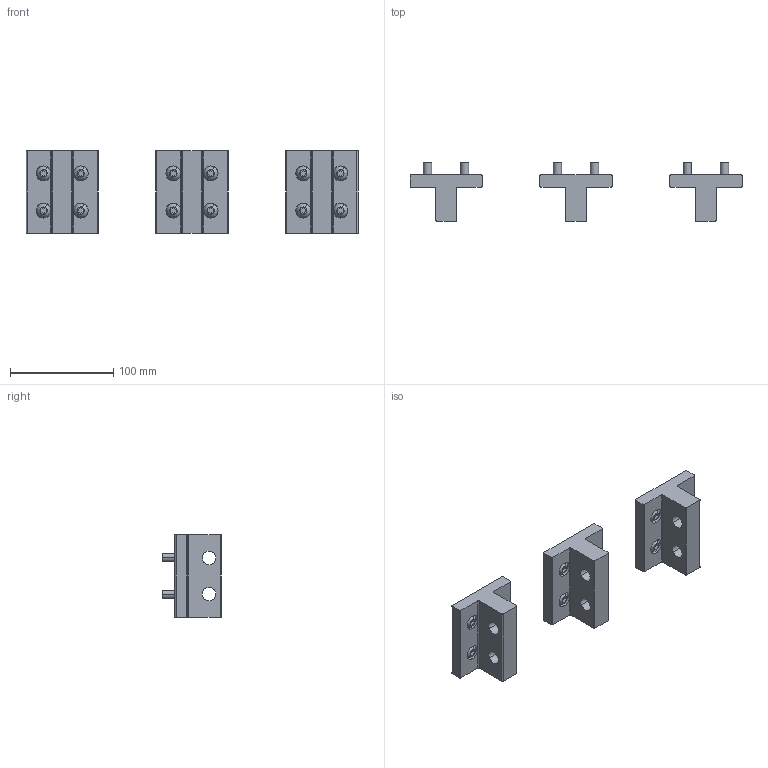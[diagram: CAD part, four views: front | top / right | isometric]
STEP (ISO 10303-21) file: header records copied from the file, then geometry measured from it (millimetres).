
FILE_DESCRIPTION(('CATIA V5 STEP Exchange'),'2;1');
FILE_NAME('1SDH001252R0183_1PA_001_01_E4.2_III_F_TERMINALS_VR_UPPER_3200A.stp','2014-03-07T07:53:18+00:00',('none'),('none'),'CATIA Version 5 Release 20 SP 1 (IN-10)','CATIA V5 STEP AP214','none');
FILE_SCHEMA(('AUTOMOTIVE_DESIGN { 1 0 10303 214 1 1 1 1 }'));
Length unit declared in the file: millimetre
Products named in the file (1): 1SDH001252R0183_1PA_001_01_E4.2_III_F_TERMINALS_VR_UPPER_3200A
Bounding box: 322 x 57 x 80 mm (x, y, z)
Volume: 342308.5 mm3; surface area: 82232.4 mm2
Topology: 15 solids, 15 shells, 342 faces, 816 edges, 528 vertices
Faces by surface type: plane 162, cylinder 132, revolution 24, torus 24
Entity records: 9643 total; most frequent: CARTESIAN_POINT 1885, ORIENTED_EDGE 1632, DIRECTION 1308, EDGE_CURVE 816, AXIS2_PLACEMENT_3D 601, VERTEX_POINT 528, VECTOR 432, LINE 432
